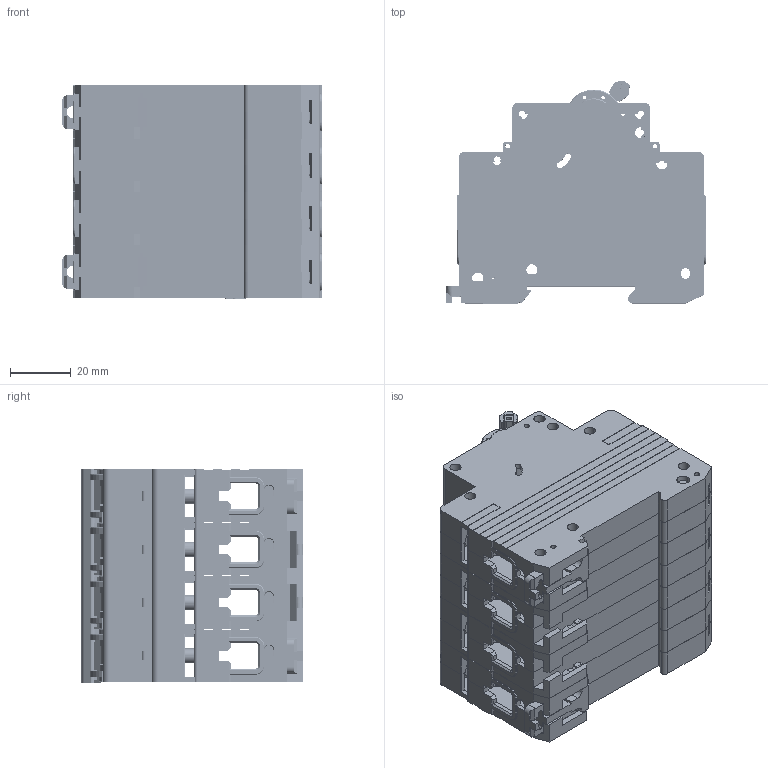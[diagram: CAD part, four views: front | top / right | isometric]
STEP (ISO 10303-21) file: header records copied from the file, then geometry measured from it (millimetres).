
FILE_DESCRIPTION (( 'STEP AP214' ), '1' );
FILE_NAME ('OptiDin BM63 4x.STEP', '2013-10-18T09:44:04', ( '1' ), ( 'keaz' ), 'SwSTEP 2.0', 'SolidWorks 2007', '' );
FILE_SCHEMA (( 'AUTOMOTIVE_DESIGN' ));
Length unit declared in the file: millimetre
Products named in the file (8): 妈眚_闷仁.758151.057; èíäèêàòîð_êîíô_ÃÆÈÊ.753725.005_Ïî óìîë÷àíèþ; ðó÷êà_N_ÃÆÈÊ.753725.004_Ïî óìîë÷àíèþ; áîê ïðàâàÿ; çàù¸ëêà_ñòàðàÿ_äëÿ ñáîðêè; áîê ëåâàÿ; Ñêîáà_4Ï_ÃÆÈÊ.746442.005 _-02 (áåç ñëåäà); OptiDin BM63 4x
Assembly tree (27 placements, depth 2):
  OptiDin BM63 4x
    ðó÷êà_N_ÃÆÈÊ.753725.004_Ïî óìîë÷àíèþ  x4
    áîê ëåâàÿ  x4
    áîê ïðàâàÿ  x4
    èíäèêàòîð_êîíô_ÃÆÈÊ.753725.005_Ïî óìîë÷àíèþ  x4
    妈眚_闷仁.758151.057  x8
    Ñêîáà_4Ï_ÃÆÈÊ.746442.005 _-02 (áåç ñëåäà)
    çàù¸ëêà_ñòàðàÿ_äëÿ ñáîðêè  x2
Bounding box: 85.3 x 73.17 x 70.1 mm (x, y, z)
Volume: 89986.7 mm3; surface area: 139569.6 mm2
Topology: 27 solids, 27 shells, 6213 faces, 17747 edges, 11660 vertices
Faces by surface type: plane 4172, cylinder 1857, cone 144, torus 40
Entity records: 53817 total; most frequent: CARTESIAN_POINT 9262, ORIENTED_EDGE 9054, DIRECTION 8830, EDGE_CURVE 4527, VECTOR 3342, LINE 3342, VERTEX_POINT 2978, AXIS2_PLACEMENT_3D 2744
